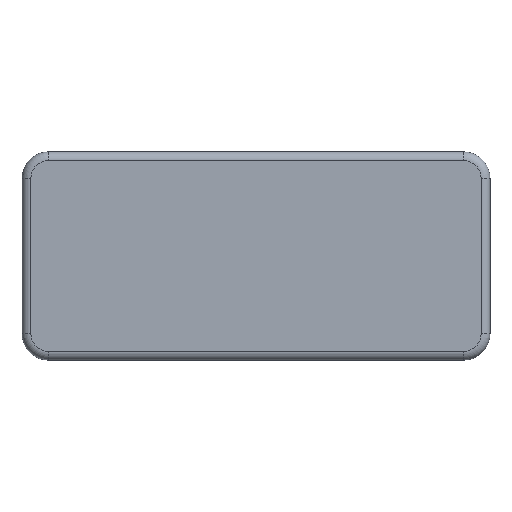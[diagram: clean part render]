
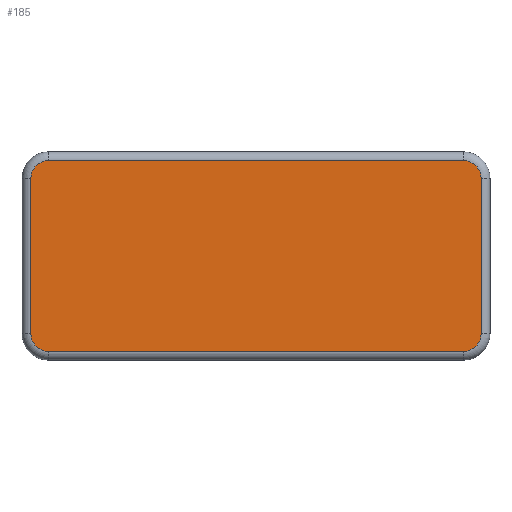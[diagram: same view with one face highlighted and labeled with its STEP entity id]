
A CAD part, front view. The second image highlights one B-rep face of the part: STEP entity #185.
In plain terms, the highlighted planar face has unit normal (0, -1, 0).
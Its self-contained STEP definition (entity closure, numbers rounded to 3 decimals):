
#3 = DIRECTION ( 'NONE',  ( 0., 1., 0. ) ) ;
#59 = CIRCLE ( 'NONE', #263, 2. ) ;
#113 = DIRECTION ( 'NONE',  ( 0., 1., 0. ) ) ;
#127 = DIRECTION ( 'NONE',  ( 0., 0., -1. ) ) ;
#137 = LINE ( 'NONE', #1635, #1538 ) ;
#167 = CARTESIAN_POINT ( 'NONE',  ( 3., 0., -22.6 ) ) ;
#178 = AXIS2_PLACEMENT_3D ( 'NONE', #1151, #113, #127 ) ;
#185 = ADVANCED_FACE ( 'NONE', ( #1455 ), #1083, .T. ) ;
#230 = CIRCLE ( 'NONE', #1160, 2. ) ;
#263 = AXIS2_PLACEMENT_3D ( 'NONE', #1274, #513, #1024 ) ;
#288 = VERTEX_POINT ( 'NONE', #1204 ) ;
#293 = CIRCLE ( 'NONE', #178, 2. ) ;
#318 = ORIENTED_EDGE ( 'NONE', *, *, #387, .F. ) ;
#321 = ORIENTED_EDGE ( 'NONE', *, *, #1332, .T. ) ;
#361 = LINE ( 'NONE', #868, #1106 ) ;
#386 = DIRECTION ( 'NONE',  ( 0., 0., -1. ) ) ;
#387 = EDGE_CURVE ( 'NONE', #921, #1286, #293, .T. ) ;
#388 = CARTESIAN_POINT ( 'NONE',  ( 50., 0., -22.6 ) ) ;
#444 = ORIENTED_EDGE ( 'NONE', *, *, #825, .F. ) ;
#457 = VERTEX_POINT ( 'NONE', #388 ) ;
#458 = EDGE_LOOP ( 'NONE', ( #444, #745, #318, #791, #1515, #741, #947, #321 ) ) ;
#506 = CARTESIAN_POINT ( 'NONE',  ( 50., 0., -20.6 ) ) ;
#513 = DIRECTION ( 'NONE',  ( 0., 1., 0. ) ) ;
#539 = CARTESIAN_POINT ( 'NONE',  ( 50., 0., -1. ) ) ;
#557 = VERTEX_POINT ( 'NONE', #539 ) ;
#572 = VERTEX_POINT ( 'NONE', #1547 ) ;
#590 = CARTESIAN_POINT ( 'NONE',  ( 0., 0., 0. ) ) ;
#733 = CIRCLE ( 'NONE', #1407, 2. ) ;
#741 = ORIENTED_EDGE ( 'NONE', *, *, #882, .T. ) ;
#745 = ORIENTED_EDGE ( 'NONE', *, *, #1369, .T. ) ;
#746 = DIRECTION ( 'NONE',  ( 0., 0., -1. ) ) ;
#791 = ORIENTED_EDGE ( 'NONE', *, *, #919, .T. ) ;
#806 = DIRECTION ( 'NONE',  ( 0., 0., -1. ) ) ;
#825 = EDGE_CURVE ( 'NONE', #557, #1239, #59, .T. ) ;
#863 = EDGE_CURVE ( 'NONE', #572, #457, #733, .T. ) ;
#868 = CARTESIAN_POINT ( 'NONE',  ( 1., 0., -23.6 ) ) ;
#882 = EDGE_CURVE ( 'NONE', #1255, #457, #137, .T. ) ;
#884 = DIRECTION ( 'NONE',  ( 1., 0., 0. ) ) ;
#919 = EDGE_CURVE ( 'NONE', #921, #288, #361, .T. ) ;
#921 = VERTEX_POINT ( 'NONE', #1379 ) ;
#928 = CARTESIAN_POINT ( 'NONE',  ( 52., 0., 0. ) ) ;
#947 = ORIENTED_EDGE ( 'NONE', *, *, #863, .F. ) ;
#954 = DIRECTION ( 'NONE',  ( 0., 0., 1. ) ) ;
#1024 = DIRECTION ( 'NONE',  ( 0., 0., -1. ) ) ;
#1047 = AXIS2_PLACEMENT_3D ( 'NONE', #590, #1333, #806 ) ;
#1063 = CARTESIAN_POINT ( 'NONE',  ( 52., 0., -3. ) ) ;
#1083 = PLANE ( 'NONE',  #1047 ) ;
#1084 = LINE ( 'NONE', #928, #1320 ) ;
#1106 = VECTOR ( 'NONE', #746, 1000. ) ;
#1151 = CARTESIAN_POINT ( 'NONE',  ( 3., 0., -3. ) ) ;
#1160 = AXIS2_PLACEMENT_3D ( 'NONE', #1341, #1224, #1351 ) ;
#1204 = CARTESIAN_POINT ( 'NONE',  ( 1., 0., -20.6 ) ) ;
#1224 = DIRECTION ( 'NONE',  ( 0., 1., 0. ) ) ;
#1239 = VERTEX_POINT ( 'NONE', #1063 ) ;
#1255 = VERTEX_POINT ( 'NONE', #167 ) ;
#1269 = VECTOR ( 'NONE', #1526, 1000. ) ;
#1274 = CARTESIAN_POINT ( 'NONE',  ( 50., 0., -3. ) ) ;
#1283 = LINE ( 'NONE', #1298, #1269 ) ;
#1286 = VERTEX_POINT ( 'NONE', #1466 ) ;
#1298 = CARTESIAN_POINT ( 'NONE',  ( 0., 0., -1. ) ) ;
#1320 = VECTOR ( 'NONE', #954, 1000. ) ;
#1332 = EDGE_CURVE ( 'NONE', #572, #1239, #1084, .T. ) ;
#1333 = DIRECTION ( 'NONE',  ( 0., -1., 0. ) ) ;
#1341 = CARTESIAN_POINT ( 'NONE',  ( 3., 0., -20.6 ) ) ;
#1351 = DIRECTION ( 'NONE',  ( 0., 0., -1. ) ) ;
#1369 = EDGE_CURVE ( 'NONE', #557, #1286, #1283, .T. ) ;
#1379 = CARTESIAN_POINT ( 'NONE',  ( 1., 0., -3. ) ) ;
#1407 = AXIS2_PLACEMENT_3D ( 'NONE', #506, #3, #386 ) ;
#1455 = FACE_OUTER_BOUND ( 'NONE', #458, .T. ) ;
#1466 = CARTESIAN_POINT ( 'NONE',  ( 3., 0., -1. ) ) ;
#1515 = ORIENTED_EDGE ( 'NONE', *, *, #1571, .F. ) ;
#1526 = DIRECTION ( 'NONE',  ( -1., 0., 0. ) ) ;
#1538 = VECTOR ( 'NONE', #884, 1000. ) ;
#1547 = CARTESIAN_POINT ( 'NONE',  ( 52., 0., -20.6 ) ) ;
#1571 = EDGE_CURVE ( 'NONE', #1255, #288, #230, .T. ) ;
#1635 = CARTESIAN_POINT ( 'NONE',  ( 53., 0., -22.6 ) ) ;
